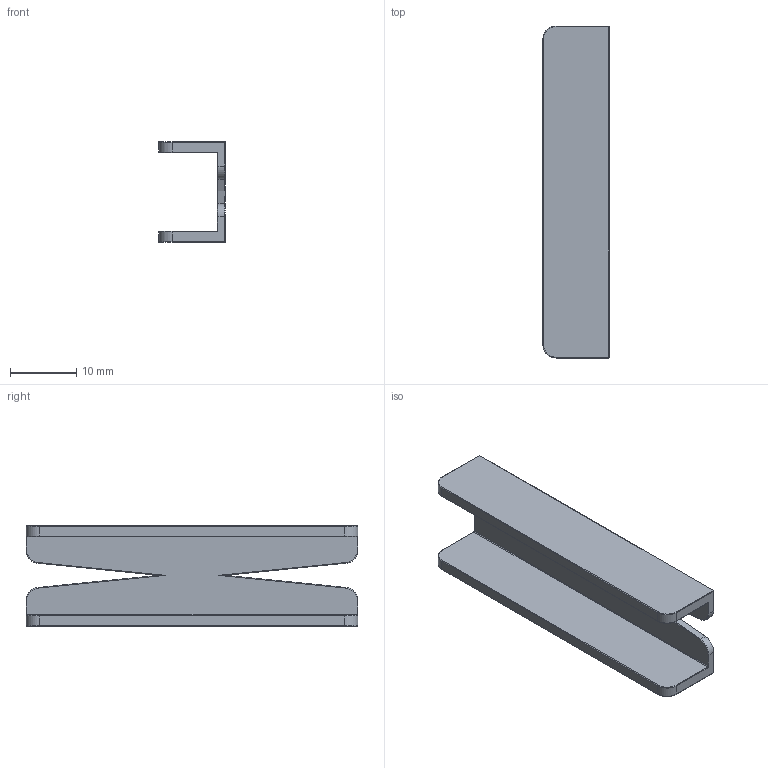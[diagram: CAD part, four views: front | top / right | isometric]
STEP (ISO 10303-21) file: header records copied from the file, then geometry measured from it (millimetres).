
FILE_DESCRIPTION(/* description */ (''),/* implementation_level */ '2;1');
FILE_NAME(/* name */ '',/* time_stamp */ '2025-05-26T23:56:44+03:00',/* author */ ('Makusimu'),/* organization */ (''),/* preprocessor_version */ 'ST-DEVELOPER v20',/* originating_system */ 'Autodesk Inventor 2025',/* authorisation */ '');
FILE_SCHEMA (('AUTOMOTIVE_DESIGN { 1 0 10303 214 3 1 1 }'));
Length unit declared in the file: millimetre
Products named in the file (1): Соединитель
Bounding box: 10 x 50 x 15.2 mm (x, y, z)
Volume: 2301.8 mm3; surface area: 3375.6 mm2
Topology: 1 solids, 1 shells, 77 faces, 171 edges, 96 vertices
Faces by surface type: cylinder 39, torus 18, plane 16, sphere 4
Entity records: 2146 total; most frequent: DIRECTION 417, CARTESIAN_POINT 345, ORIENTED_EDGE 342, EDGE_CURVE 171, AXIS2_PLACEMENT_3D 168, VERTEX_POINT 96, CIRCLE 84, LINE 81
